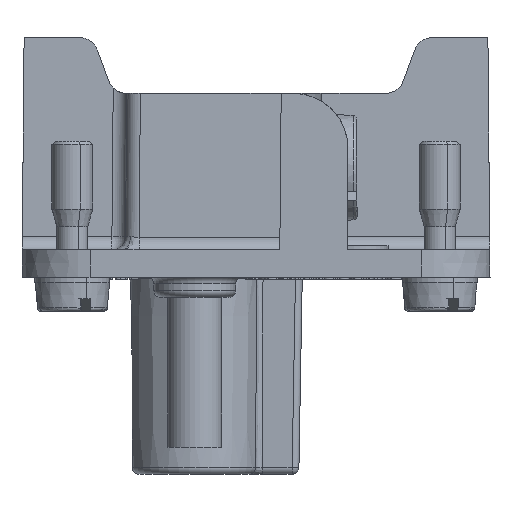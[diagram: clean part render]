
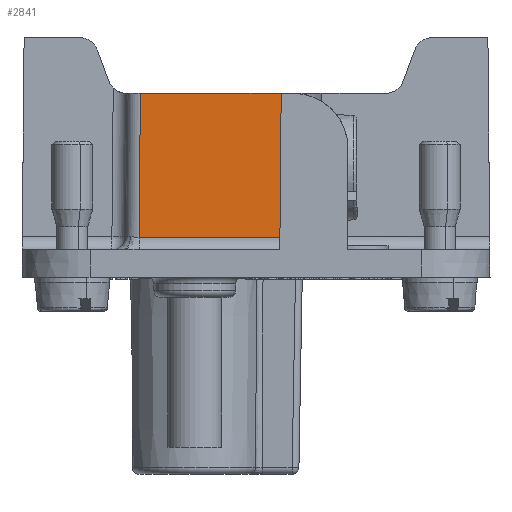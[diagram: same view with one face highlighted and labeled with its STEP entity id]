
A CAD part, left-side view. The second image highlights one B-rep face of the part: STEP entity #2841.
In plain terms, the highlighted planar face has unit normal (-1, 0, 0.009).
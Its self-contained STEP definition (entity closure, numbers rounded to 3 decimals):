
#1083=FACE_OUTER_BOUND('',#7811,.T.);
#2841=ADVANCED_FACE('',(#1083),#4661,.T.);
#4661=PLANE('',#32922);
#7811=EDGE_LOOP('',(#10883,#10884,#10885,#10886));
#10883=ORIENTED_EDGE('',*,*,#22995,.T.);
#10884=ORIENTED_EDGE('',*,*,#22996,.T.);
#10885=ORIENTED_EDGE('',*,*,#22951,.T.);
#10886=ORIENTED_EDGE('',*,*,#22997,.T.);
#19917=VERTEX_POINT('',#47042);
#19918=VERTEX_POINT('',#47044);
#19947=VERTEX_POINT('',#47125);
#19948=VERTEX_POINT('',#47126);
#22951=EDGE_CURVE('',#19918,#19917,#27209,.T.);
#22995=EDGE_CURVE('',#19947,#19948,#27239,.T.);
#22996=EDGE_CURVE('',#19948,#19918,#27240,.T.);
#22997=EDGE_CURVE('',#19917,#19947,#27241,.T.);
#27209=LINE('',#47043,#30177);
#27239=LINE('',#47124,#30207);
#27240=LINE('',#47127,#30208);
#27241=LINE('',#47128,#30209);
#30177=VECTOR('',#36322,1.);
#30207=VECTOR('',#36396,1.);
#30208=VECTOR('',#36397,1.);
#30209=VECTOR('',#36398,1.);
#32922=AXIS2_PLACEMENT_3D('',#47129,#36399,#36400);
#36322=DIRECTION('',(0.,1.,0.));
#36396=DIRECTION('',(0.,-1.,0.));
#36397=DIRECTION('',(0.009,-0.009,1.));
#36398=DIRECTION('',(-0.009,0.009,-1.));
#36399=DIRECTION('',(-1.,0.,0.009));
#36400=DIRECTION('',(0.009,0.,1.));
#47042=CARTESIAN_POINT('',(-54.95,8.5,13.5));
#47043=CARTESIAN_POINT('',(-54.95,7.1,13.5));
#47044=CARTESIAN_POINT('',(-54.95,-1.85,13.5));
#47124=CARTESIAN_POINT('',(-55.042,-9.966,2.879));
#47125=CARTESIAN_POINT('',(-55.042,8.592,2.879));
#47126=CARTESIAN_POINT('',(-55.042,-1.758,2.879));
#47127=CARTESIAN_POINT('',(-55.05,-1.75,2.038));
#47128=CARTESIAN_POINT('',(-55.049,8.599,2.162));
#47129=CARTESIAN_POINT('',(-55.05,-9.966,2.));
